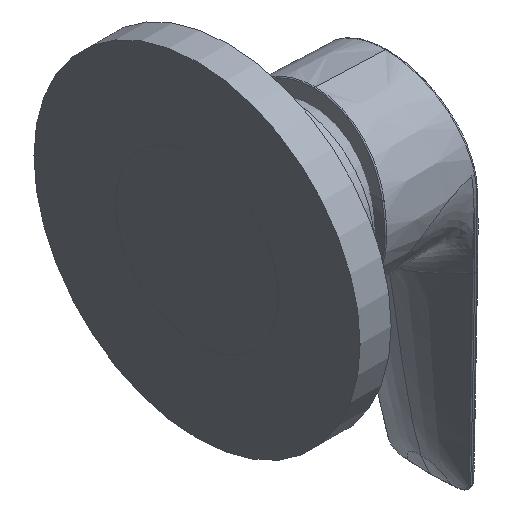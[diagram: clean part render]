
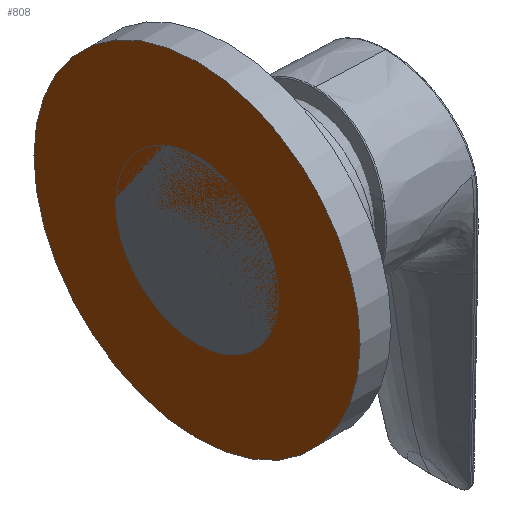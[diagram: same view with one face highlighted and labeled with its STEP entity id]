
A CAD part, isometric view. The second image highlights one B-rep face of the part: STEP entity #808.
In plain terms, the highlighted planar face has unit normal (-1, 0, 0).
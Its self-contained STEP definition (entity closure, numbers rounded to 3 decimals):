
#211=ORIENTED_EDGE('',*,*,#425,.T.);
#425=EDGE_CURVE('',#538,#538,#611,.T.);
#538=VERTEX_POINT('',#1122);
#611=CIRCLE('',#933,52.5);
#648=EDGE_LOOP('',(#211));
#726=FACE_BOUND('',#648,.T.);
#786=PLANE('',#935);
#808=ADVANCED_FACE('',(#726),#786,.T.);
#933=AXIS2_PLACEMENT_3D('',#1121,#1014,#1015);
#935=AXIS2_PLACEMENT_3D('',#1125,#1018,#1019);
#1014=DIRECTION('',(-1.,0.,0.));
#1015=DIRECTION('',(0.,0.,1.));
#1018=DIRECTION('',(-1.,0.,0.));
#1019=DIRECTION('',(0.,0.,-1.));
#1121=CARTESIAN_POINT('',(59.,0.,9.9));
#1122=CARTESIAN_POINT('',(59.,0.,62.4));
#1125=CARTESIAN_POINT('',(59.,0.,9.9));
